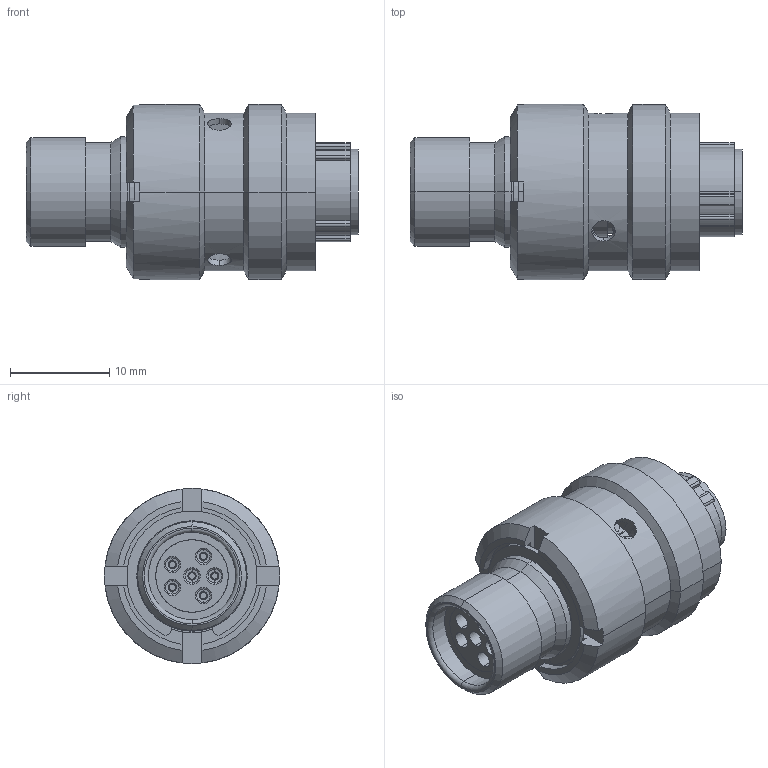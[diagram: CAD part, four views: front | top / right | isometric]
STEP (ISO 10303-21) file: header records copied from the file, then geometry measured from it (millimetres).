
FILE_DESCRIPTION (( 'STEP AP214' ), '1' );
FILE_NAME ('AS608-35SA.STEP', '2019-10-02T13:52:31', ( 'TE Connectivity' ), ( 'TE Connectivity' ), 'SwSTEP 2.0', 'SolidWorks 2016', '' );
FILE_SCHEMA (( 'AUTOMOTIVE_DESIGN' ));
Length unit declared in the file: millimetre
Products named in the file (1): AS608-35SA
Bounding box: 33.37 x 17.6 x 17.6 mm (x, y, z)
Volume: 3825.3 mm3; surface area: 6614.2 mm2
Topology: 8 solids, 8 shells, 585 faces, 1583 edges, 1026 vertices
Faces by surface type: plane 249, cylinder 208, torus 62, cone 50, bspline 12, sphere 4
Entity records: 29075 total; most frequent: CARTESIAN_POINT 8962, ORIENTED_EDGE 3142, DIRECTION 2463, EDGE_CURVE 1571, VERTEX_POINT 1018, AXIS2_PLACEMENT_3D 989, EDGE_LOOP 635, UNCERTAINTY_MEASURE_WITH_UNIT 593
